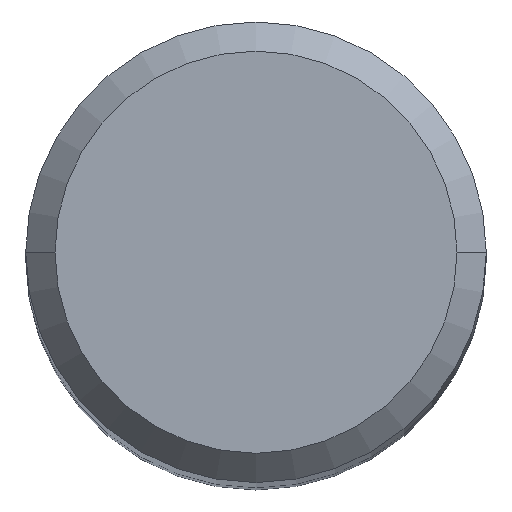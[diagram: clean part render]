
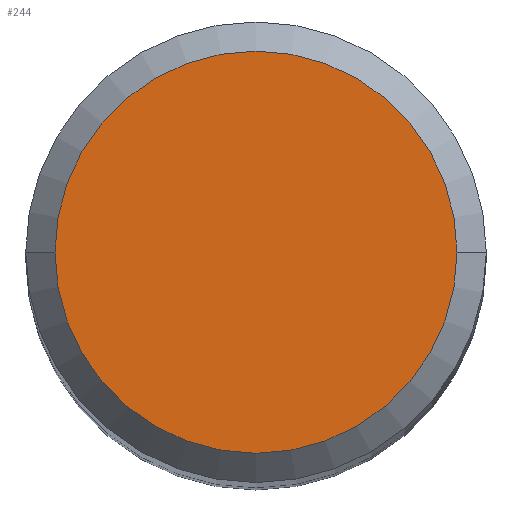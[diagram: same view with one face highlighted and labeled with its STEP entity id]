
A CAD part, top view. The second image highlights one B-rep face of the part: STEP entity #244.
In plain terms, the highlighted planar face has unit normal (0, 0, 1).
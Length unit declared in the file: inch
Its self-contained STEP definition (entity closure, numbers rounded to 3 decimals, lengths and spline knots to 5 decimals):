
#9 = PLANE ( 'NONE',  #182 ) ;
#10 = DIRECTION ( 'NONE',  ( 0., 0., -1. ) ) ;
#12 = DIRECTION ( 'NONE',  ( 0., 0., 1. ) ) ;
#30 = CARTESIAN_POINT ( 'NONE',  ( 0., 0., 0. ) ) ;
#43 = ORIENTED_EDGE ( 'NONE', *, *, #157, .T. ) ;
#78 = CARTESIAN_POINT ( 'NONE',  ( -0.1375, 0., 0. ) ) ;
#90 = AXIS2_PLACEMENT_3D ( 'NONE', #30, #329, #184 ) ;
#104 = DIRECTION ( 'NONE',  ( -1., 0., 0. ) ) ;
#122 = EDGE_CURVE ( 'NONE', #352, #223, #301, .T. ) ;
#135 = CARTESIAN_POINT ( 'NONE',  ( 0., 0., 0. ) ) ;
#157 = EDGE_CURVE ( 'NONE', #223, #352, #203, .T. ) ;
#171 = FACE_OUTER_BOUND ( 'NONE', #410, .T. ) ;
#182 = AXIS2_PLACEMENT_3D ( 'NONE', #239, #10, #104 ) ;
#184 = DIRECTION ( 'NONE',  ( 1., 0., 0. ) ) ;
#203 = CIRCLE ( 'NONE', #90, 0.1375 ) ;
#223 = VERTEX_POINT ( 'NONE', #369 ) ;
#239 = CARTESIAN_POINT ( 'NONE',  ( 0., 0.1375, 0. ) ) ;
#243 = ORIENTED_EDGE ( 'NONE', *, *, #122, .T. ) ;
#244 = ADVANCED_FACE ( 'NONE', ( #171 ), #9, .F. ) ;
#245 = DIRECTION ( 'NONE',  ( 1., 0., 0. ) ) ;
#272 = AXIS2_PLACEMENT_3D ( 'NONE', #135, #12, #245 ) ;
#301 = CIRCLE ( 'NONE', #272, 0.1375 ) ;
#329 = DIRECTION ( 'NONE',  ( 0., 0., 1. ) ) ;
#352 = VERTEX_POINT ( 'NONE', #78 ) ;
#369 = CARTESIAN_POINT ( 'NONE',  ( 0.1375, 0., 0. ) ) ;
#410 = EDGE_LOOP ( 'NONE', ( #243, #43 ) ) ;
